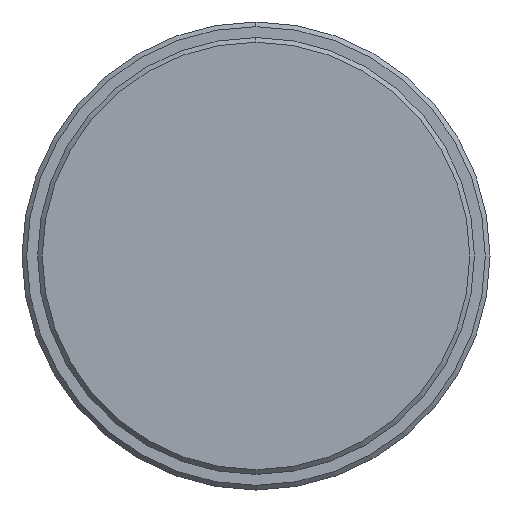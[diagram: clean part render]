
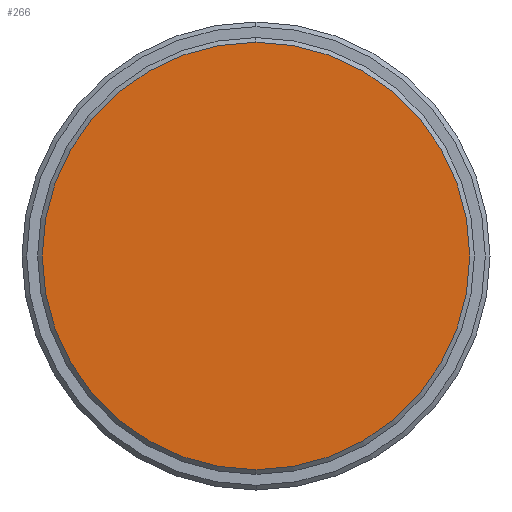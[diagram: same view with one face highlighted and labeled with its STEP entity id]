
A CAD part, left-side view. The second image highlights one B-rep face of the part: STEP entity #266.
In plain terms, the highlighted planar face has unit normal (-1, 0, 0).
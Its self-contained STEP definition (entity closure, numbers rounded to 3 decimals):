
#8 = CARTESIAN_POINT ( 'NONE',  ( 0., 0., 13.7 ) ) ;
#16 = ORIENTED_EDGE ( 'NONE', *, *, #90, .T. ) ;
#43 = CARTESIAN_POINT ( 'NONE',  ( 0., 0., 0. ) ) ;
#53 = DIRECTION ( 'NONE',  ( -1., 0., 0. ) ) ;
#90 = EDGE_CURVE ( 'NONE', #281, #449, #478, .T. ) ;
#106 = CARTESIAN_POINT ( 'NONE',  ( 0., 0., 0. ) ) ;
#118 = FACE_OUTER_BOUND ( 'NONE', #243, .T. ) ;
#125 = ORIENTED_EDGE ( 'NONE', *, *, #304, .T. ) ;
#140 = PLANE ( 'NONE',  #308 ) ;
#188 = DIRECTION ( 'NONE',  ( 0., 0., 1. ) ) ;
#192 = DIRECTION ( 'NONE',  ( 1., 0., 0. ) ) ;
#243 = EDGE_LOOP ( 'NONE', ( #16, #125 ) ) ;
#266 = ADVANCED_FACE ( 'NONE', ( #118 ), #140, .F. ) ;
#281 = VERTEX_POINT ( 'NONE', #291 ) ;
#291 = CARTESIAN_POINT ( 'NONE',  ( 0., 0., -13.7 ) ) ;
#296 = CARTESIAN_POINT ( 'NONE',  ( 0., 0., 0. ) ) ;
#304 = EDGE_CURVE ( 'NONE', #449, #281, #432, .T. ) ;
#308 = AXIS2_PLACEMENT_3D ( 'NONE', #43, #192, #484 ) ;
#310 = DIRECTION ( 'NONE',  ( 0., 0., 1. ) ) ;
#432 = CIRCLE ( 'NONE', #588, 13.7 ) ;
#449 = VERTEX_POINT ( 'NONE', #8 ) ;
#478 = CIRCLE ( 'NONE', #609, 13.7 ) ;
#484 = DIRECTION ( 'NONE',  ( 0., 0., -1. ) ) ;
#487 = DIRECTION ( 'NONE',  ( -1., 0., 0. ) ) ;
#588 = AXIS2_PLACEMENT_3D ( 'NONE', #296, #487, #188 ) ;
#609 = AXIS2_PLACEMENT_3D ( 'NONE', #106, #53, #310 ) ;
